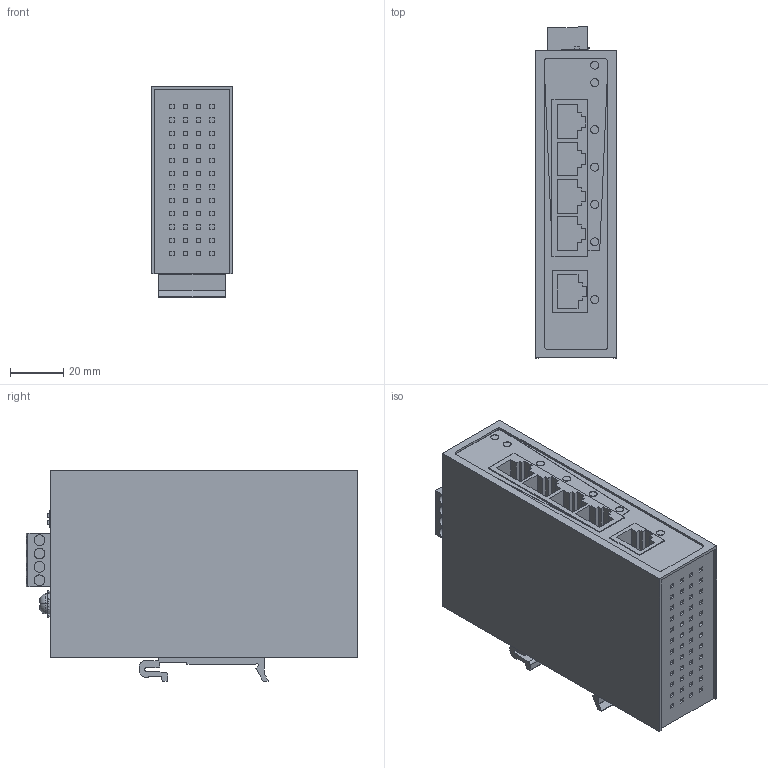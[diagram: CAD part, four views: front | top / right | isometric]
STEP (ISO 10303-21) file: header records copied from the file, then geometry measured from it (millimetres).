
FILE_DESCRIPTION(('CATIA V5 STEP Exchange','CAx-IF Rec.Pracs.--- Model Styling and Organization---1.4--- 2014-01-23'),'2;1');
FILE_NAME ('D1367916_2', '2020-05-04T11:27:01+00:00', ('none'), ('Weidmueller'), 'CATIA Version 5-6 Release 2016 SP3 HF44', 'CATIA V5 STEP AP214', 'none');
FILE_SCHEMA(('AUTOMOTIVE_DESIGN { 1 0 10303 214 1 1 1 1 }'));
Length unit declared in the file: millimetre
Products named in the file (1): 1240840000
Bounding box: 30.3 x 124.05 x 78.8 mm (x, y, z)
Volume: 240431.7 mm3; surface area: 45399.8 mm2
Topology: 21 solids, 21 shells, 757 faces, 1855 edges, 1237 vertices
Faces by surface type: plane 626, cylinder 120, extrusion 9, torus 2
Entity records: 21172 total; most frequent: CARTESIAN_POINT 4170, ORIENTED_EDGE 3710, DIRECTION 2475, EDGE_CURVE 1855, VECTOR 1508, LINE 1499, VERTEX_POINT 1237, EDGE_LOOP 866
